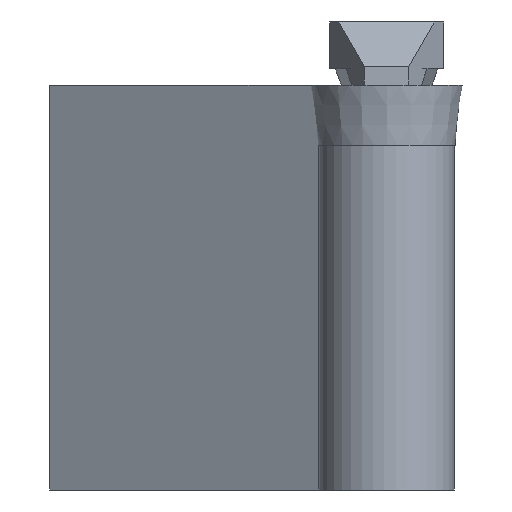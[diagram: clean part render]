
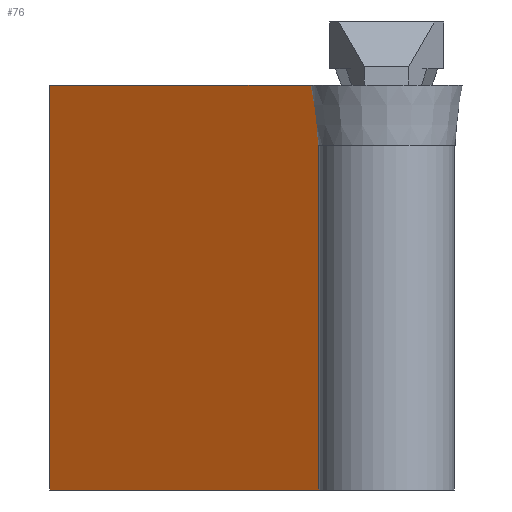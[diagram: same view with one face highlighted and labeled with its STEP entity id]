
A CAD part, left-side view. The second image highlights one B-rep face of the part: STEP entity #76.
In plain terms, the highlighted planar face has unit normal (-0.866, 0.5, 0).
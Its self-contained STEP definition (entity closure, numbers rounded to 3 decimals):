
#76=ADVANCED_FACE('',(#126),#103,.F.);
#103=PLANE('',#539);
#126=FACE_OUTER_BOUND('',#154,.T.);
#154=EDGE_LOOP('',(#224,#225,#226,#227,#228));
#224=ORIENTED_EDGE('',*,*,#380,.F.);
#225=ORIENTED_EDGE('',*,*,#375,.F.);
#226=ORIENTED_EDGE('',*,*,#372,.F.);
#227=ORIENTED_EDGE('',*,*,#379,.F.);
#228=ORIENTED_EDGE('',*,*,#368,.F.);
#322=VERTEX_POINT('',#762);
#323=VERTEX_POINT('',#764);
#325=VERTEX_POINT('',#770);
#326=VERTEX_POINT('',#772);
#328=VERTEX_POINT('',#778);
#368=EDGE_CURVE('',#322,#323,#431,.T.);
#372=EDGE_CURVE('',#325,#326,#435,.T.);
#375=EDGE_CURVE('',#326,#328,#438,.T.);
#379=EDGE_CURVE('',#323,#325,#442,.T.);
#380=EDGE_CURVE('',#328,#322,#443,.T.);
#431=LINE('',#763,#482);
#435=LINE('',#771,#486);
#438=LINE('',#777,#489);
#442=LINE('',#784,#493);
#443=LINE('',#786,#494);
#482=VECTOR('',#586,1.);
#486=VECTOR('',#592,1.);
#489=VECTOR('',#597,1.);
#493=VECTOR('',#605,1.);
#494=VECTOR('',#608,1.);
#539=AXIS2_PLACEMENT_3D('',#797,#621,#622);
#586=DIRECTION('',(0.,0.,-1.));
#592=DIRECTION('',(0.,0.,1.));
#597=DIRECTION('',(-0.5,-0.866,0.));
#605=DIRECTION('',(0.5,0.866,0.));
#608=DIRECTION('',(-0.447,-0.775,-0.447));
#621=DIRECTION('',(0.866,-0.5,0.));
#622=DIRECTION('',(0.5,0.866,0.));
#762=CARTESIAN_POINT('',(40.,-5.284,-0.3));
#763=CARTESIAN_POINT('',(40.,-5.284,-35.));
#764=CARTESIAN_POINT('',(40.,-5.284,-32.));
#770=CARTESIAN_POINT('',(52.289,16.,-32.));
#771=CARTESIAN_POINT('',(52.289,16.,-35.));
#772=CARTESIAN_POINT('',(52.289,16.,0.));
#777=CARTESIAN_POINT('',(40.,-5.284,0.));
#778=CARTESIAN_POINT('',(40.3,-4.765,0.));
#784=CARTESIAN_POINT('',(40.,-5.284,-32.));
#786=CARTESIAN_POINT('',(33.06,-17.305,-7.24));
#797=CARTESIAN_POINT('',(40.,-5.284,-35.));
